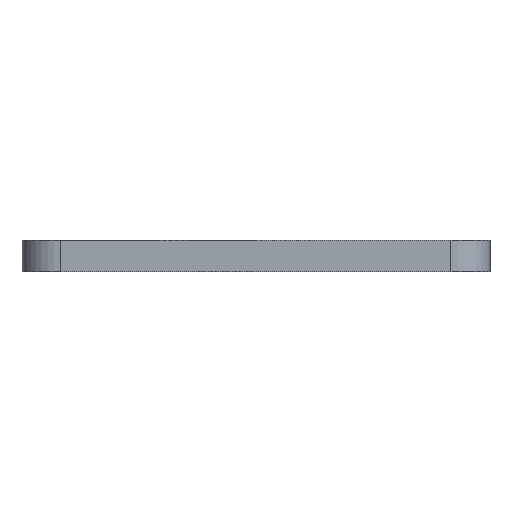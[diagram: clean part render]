
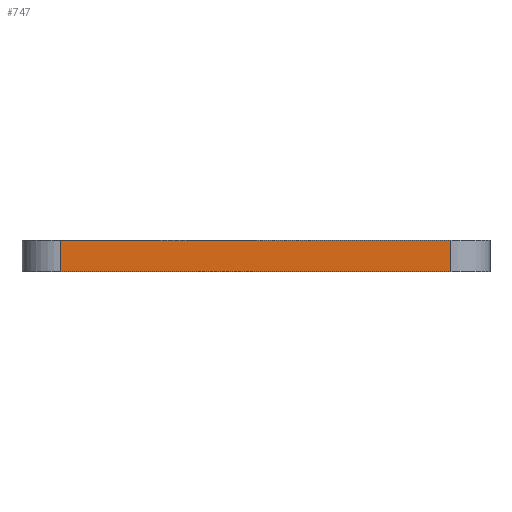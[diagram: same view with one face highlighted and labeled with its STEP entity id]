
A CAD part, left-side view. The second image highlights one B-rep face of the part: STEP entity #747.
In plain terms, the highlighted planar face has unit normal (-1, 0, 0).
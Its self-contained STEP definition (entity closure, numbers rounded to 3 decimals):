
#16 = CARTESIAN_POINT ( 'NONE',  ( 0., 0., 4. ) ) ;
#18 = ORIENTED_EDGE ( 'NONE', *, *, #55, .T. ) ;
#22 = CARTESIAN_POINT ( 'NONE',  ( 0., 5., 0. ) ) ;
#33 = CARTESIAN_POINT ( 'NONE',  ( 0., 5., 4. ) ) ;
#55 = EDGE_CURVE ( 'NONE', #405, #271, #207, .T. ) ;
#83 = FACE_OUTER_BOUND ( 'NONE', #721, .T. ) ;
#93 = EDGE_CURVE ( 'NONE', #429, #936, #774, .T. ) ;
#106 = DIRECTION ( 'NONE',  ( 0., -1., 0. ) ) ;
#110 = LINE ( 'NONE', #444, #269 ) ;
#201 = DIRECTION ( 'NONE',  ( 0., 0., 1. ) ) ;
#207 = LINE ( 'NONE', #33, #217 ) ;
#217 = VECTOR ( 'NONE', #201, 1000. ) ;
#230 = CARTESIAN_POINT ( 'NONE',  ( 0., 0., 4. ) ) ;
#240 = AXIS2_PLACEMENT_3D ( 'NONE', #16, #880, #906 ) ;
#251 = EDGE_CURVE ( 'NONE', #429, #271, #1019, .T. ) ;
#269 = VECTOR ( 'NONE', #106, 1000. ) ;
#271 = VERTEX_POINT ( 'NONE', #549 ) ;
#405 = VERTEX_POINT ( 'NONE', #22 ) ;
#413 = PLANE ( 'NONE',  #240 ) ;
#429 = VERTEX_POINT ( 'NONE', #968 ) ;
#444 = CARTESIAN_POINT ( 'NONE',  ( 0., 0., 0. ) ) ;
#446 = CARTESIAN_POINT ( 'NONE',  ( 0., 55., 4. ) ) ;
#546 = DIRECTION ( 'NONE',  ( 0., 0., -1. ) ) ;
#549 = CARTESIAN_POINT ( 'NONE',  ( 0., 5., 4. ) ) ;
#557 = DIRECTION ( 'NONE',  ( 0., -1., 0. ) ) ;
#567 = VECTOR ( 'NONE', #557, 1000. ) ;
#630 = ORIENTED_EDGE ( 'NONE', *, *, #876, .T. ) ;
#645 = ORIENTED_EDGE ( 'NONE', *, *, #93, .T. ) ;
#683 = ORIENTED_EDGE ( 'NONE', *, *, #251, .F. ) ;
#721 = EDGE_LOOP ( 'NONE', ( #630, #18, #683, #645 ) ) ;
#747 = ADVANCED_FACE ( 'NONE', ( #83 ), #413, .F. ) ;
#766 = CARTESIAN_POINT ( 'NONE',  ( 0., 55., 0. ) ) ;
#774 = LINE ( 'NONE', #446, #795 ) ;
#795 = VECTOR ( 'NONE', #546, 1000. ) ;
#876 = EDGE_CURVE ( 'NONE', #936, #405, #110, .T. ) ;
#880 = DIRECTION ( 'NONE',  ( 1., 0., 0. ) ) ;
#906 = DIRECTION ( 'NONE',  ( 0., 1., 0. ) ) ;
#936 = VERTEX_POINT ( 'NONE', #766 ) ;
#968 = CARTESIAN_POINT ( 'NONE',  ( 0., 55., 4. ) ) ;
#1019 = LINE ( 'NONE', #230, #567 ) ;
